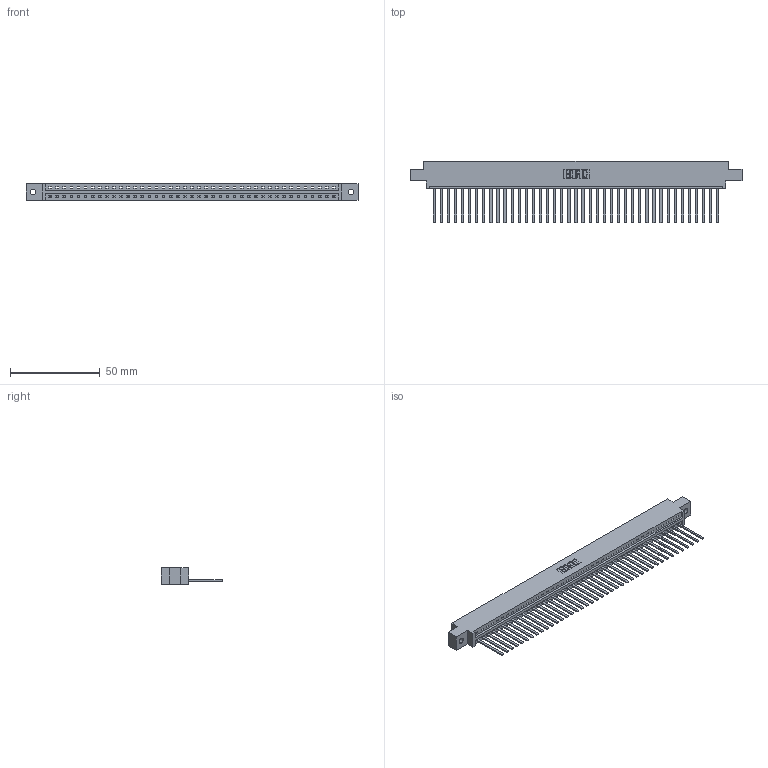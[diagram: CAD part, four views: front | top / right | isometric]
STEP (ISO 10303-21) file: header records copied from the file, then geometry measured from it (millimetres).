
FILE_DESCRIPTION (( 'STEP AP203' ), '1' );
FILE_NAME ('387-041-544-602.STEP', '2019-10-04T20:12:22', ( '' ), ( '' ), 'SwSTEP 2.0', 'SolidWorks 2016', '' );
FILE_SCHEMA (( 'CONFIG_CONTROL_DESIGN' ));
Length unit declared in the file: inch
Products named in the file (3): 387-041-544-602; 337 Part_0.170 Offset - 0.128 Dia; 345-292-001_345-293-144
Assembly tree (42 placements, depth 2):
  387-041-544-602
    337 Part_0.170 Offset - 0.128 Dia
    345-292-001_345-293-144  x41
Bounding box: 185.47 x 34.3 x 9.4 mm (x, y, z)
Volume: 19584.7 mm3; surface area: 21620.9 mm2
Topology: 42 solids, 42 shells, 2414 faces, 7293 edges, 4806 vertices
Faces by surface type: plane 1796, cylinder 618
Entity records: 30557 total; most frequent: CARTESIAN_POINT 5329, ORIENTED_EDGE 5306, DIRECTION 4483, EDGE_CURVE 2653, LINE 2529, VECTOR 2529, VERTEX_POINT 1766, AXIS2_PLACEMENT_3D 977
